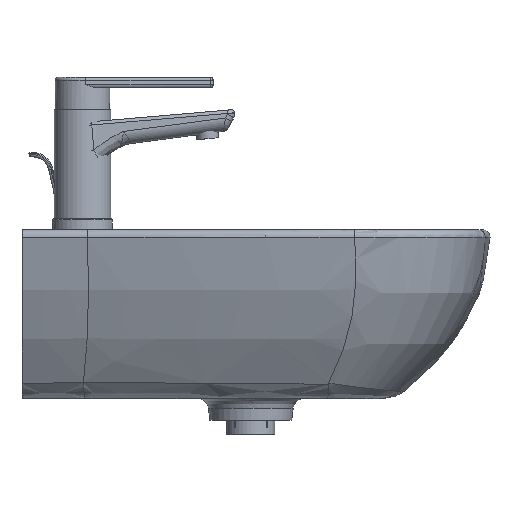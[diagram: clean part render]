
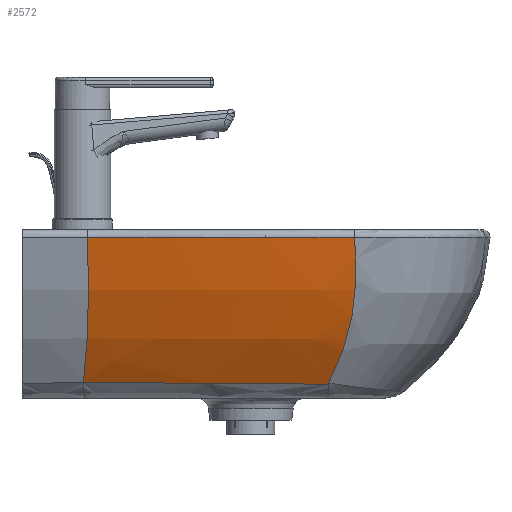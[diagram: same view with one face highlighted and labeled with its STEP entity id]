
A CAD part, left-side view. The second image highlights one B-rep face of the part: STEP entity #2572.
In plain terms, the highlighted free-form (B-spline) face has degree [3, 3] with [14, 4] control points.
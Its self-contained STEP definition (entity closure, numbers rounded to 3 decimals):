
#1823=CARTESIAN_POINT('',(-270.,-60.001,0.0));
#1824=VERTEX_POINT('',#1823);
#1855=CARTESIAN_POINT('',(-270.,-305.,0.0));
#1856=VERTEX_POINT('',#1855);
#1857=CARTESIAN_POINT('',(1228.116,-182.5,0.0));
#1858=DIRECTION('',(0.0,0.0,1.));
#1859=DIRECTION('',(-0.997,0.081,0.0));
#1860=AXIS2_PLACEMENT_3D('',#1857,#1858,#1859);
#1861=CIRCLE('',#1860,1503.116);
#1862=EDGE_CURVE('',#1824,#1856,#1861,.T.);
#2031=CARTESIAN_POINT('',(-223.261,-56.4,-133.192));
#2032=VERTEX_POINT('',#2031);
#2040=CARTESIAN_POINT('',(-223.261,-56.4,-133.192));
#2041=CARTESIAN_POINT('',(-246.576,-60.961,-94.202));
#2042=CARTESIAN_POINT('',(-262.156,-62.161,-49.805));
#2043=CARTESIAN_POINT('',(-270.,-60.001,0.0));
#2044=B_SPLINE_CURVE_WITH_KNOTS('',3,(#2040,#2041,#2042,#2043),.UNSPECIFIED.,.F.,.U.,(4,4),(0.114,1.0),.UNSPECIFIED.);
#2045=EDGE_CURVE('',#2032,#1824,#2044,.T.);
#2415=CARTESIAN_POINT('',(-221.679,-281.424,-133.743));
#2416=VERTEX_POINT('',#2415);
#2465=CARTESIAN_POINT('',(-221.679,-281.424,-133.743));
#2466=CARTESIAN_POINT('',(-246.31,-302.505,-94.621));
#2467=CARTESIAN_POINT('',(-262.417,-310.364,-50.04));
#2468=CARTESIAN_POINT('',(-270.,-305.,0.0));
#2469=B_SPLINE_CURVE_WITH_KNOTS('',3,(#2465,#2466,#2467,#2468),.UNSPECIFIED.,.F.,.U.,(4,4),(0.11,1.0),.UNSPECIFIED.);
#2470=EDGE_CURVE('',#2416,#1856,#2469,.T.);
#2475=CARTESIAN_POINT('',(-222.262,-56.199,-134.85));
#2476=CARTESIAN_POINT('',(-222.633,-61.053,-134.85));
#2477=CARTESIAN_POINT('',(-223.528,-74.106,-134.85));
#2478=CARTESIAN_POINT('',(-224.928,-101.59,-134.85));
#2479=CARTESIAN_POINT('',(-225.919,-134.833,-134.85));
#2480=CARTESIAN_POINT('',(-226.118,-171.671,-134.85));
#2481=CARTESIAN_POINT('',(-225.316,-209.926,-134.85));
#2482=CARTESIAN_POINT('',(-223.826,-241.167,-134.85));
#2483=CARTESIAN_POINT('',(-222.461,-261.751,-134.85));
#2484=CARTESIAN_POINT('',(-221.722,-271.604,-134.85));
#2485=CARTESIAN_POINT('',(-221.341,-276.405,-134.85));
#2486=CARTESIAN_POINT('',(-221.121,-279.112,-134.85));
#2487=CARTESIAN_POINT('',(-221.01,-280.451,-134.85));
#2488=CARTESIAN_POINT('',(-220.954,-281.119,-134.85));
#2489=CARTESIAN_POINT('',(-246.131,-60.915,-95.462));
#2490=CARTESIAN_POINT('',(-247.037,-71.966,-95.462));
#2491=CARTESIAN_POINT('',(-248.607,-94.336,-95.462));
#2492=CARTESIAN_POINT('',(-250.214,-128.529,-95.462));
#2493=CARTESIAN_POINT('',(-251.035,-163.178,-95.462));
#2494=CARTESIAN_POINT('',(-251.043,-198.106,-95.462));
#2495=CARTESIAN_POINT('',(-250.22,-233.131,-95.462));
#2496=CARTESIAN_POINT('',(-248.843,-262.248,-95.462));
#2497=CARTESIAN_POINT('',(-247.526,-282.514,-95.462));
#2498=CARTESIAN_POINT('',(-246.781,-292.608,-95.462));
#2499=CARTESIAN_POINT('',(-246.387,-297.644,-95.462));
#2500=CARTESIAN_POINT('',(-246.155,-300.519,-95.462));
#2501=CARTESIAN_POINT('',(-246.038,-301.955,-95.462));
#2502=CARTESIAN_POINT('',(-245.979,-302.673,-95.462));
#2503=CARTESIAN_POINT('',(-262.043,-62.179,-50.512));
#2504=CARTESIAN_POINT('',(-263.143,-75.497,-50.512));
#2505=CARTESIAN_POINT('',(-264.96,-101.295,-50.512));
#2506=CARTESIAN_POINT('',(-266.645,-138.009,-50.512));
#2507=CARTESIAN_POINT('',(-267.408,-173.271,-50.512));
#2508=CARTESIAN_POINT('',(-267.347,-207.616,-50.512));
#2509=CARTESIAN_POINT('',(-266.518,-241.582,-50.512));
#2510=CARTESIAN_POINT('',(-265.182,-270.022,-50.512));
#2511=CARTESIAN_POINT('',(-263.881,-290.235,-50.512));
#2512=CARTESIAN_POINT('',(-263.133,-300.447,-50.512));
#2513=CARTESIAN_POINT('',(-262.734,-305.584,-50.512));
#2514=CARTESIAN_POINT('',(-262.499,-308.528,-50.512));
#2515=CARTESIAN_POINT('',(-262.379,-310.003,-50.512));
#2516=CARTESIAN_POINT('',(-262.318,-310.741,-50.512));
#2517=CARTESIAN_POINT('',(-269.999,-59.99,0.0));
#2518=CARTESIAN_POINT('',(-270.952,-71.646,0.0));
#2519=CARTESIAN_POINT('',(-272.587,-94.982,0.0));
#2520=CARTESIAN_POINT('',(-274.221,-130.033,0.0));
#2521=CARTESIAN_POINT('',(-275.036,-165.112,0.0));
#2522=CARTESIAN_POINT('',(-275.032,-200.201,0.0));
#2523=CARTESIAN_POINT('',(-274.21,-235.28,0.0));
#2524=CARTESIAN_POINT('',(-272.842,-264.489,0.0));
#2525=CARTESIAN_POINT('',(-271.527,-284.914,0.0));
#2526=CARTESIAN_POINT('',(-270.78,-295.121,0.0));
#2527=CARTESIAN_POINT('',(-270.384,-300.222,0.0));
#2528=CARTESIAN_POINT('',(-270.152,-303.137,0.0));
#2529=CARTESIAN_POINT('',(-270.033,-304.594,0.0));
#2530=CARTESIAN_POINT('',(-269.974,-305.322,0.0));
#2531=B_SPLINE_SURFACE_WITH_KNOTS('',3,3,((#2475,#2489,#2503,#2517),(#2476,#2490,#2504,#2518),(#2477,#2491,#2505,#2519),(#2478,#2492,#2506,#2520),(#2479,#2493,#2507,#2521),(#2480,#2494,#2508,#2522),(#2481,#2495,#2509,#2523),(#2482,#2496,#2510,#2524),(#2483,#2497,#2511,#2525),(#2484,#2498,#2512,#2526),(#2485,#2499,#2513,#2527),(#2486,#2500,#2514,#2528),(#2487,#2501,#2515,#2529),(#2488,#2502,#2516,#2530)),.UNSPECIFIED.,.F.,.F.,.U.,(4,1,1,1,1,1,1,1,1,1,1,4),(4,4),(0.,0.143,0.286,0.429,0.572,0.715,0.858,0.93,0.966,0.983,0.992,1.001),(0.102,1.0),.UNSPECIFIED.);
#2532=CARTESIAN_POINT('',(-220.982,-280.827,-134.844));
#2533=VERTEX_POINT('',#2532);
#2534=CARTESIAN_POINT('',(-220.982,-280.827,-134.844));
#2535=CARTESIAN_POINT('',(-222.856,-259.537,-134.698));
#2536=CARTESIAN_POINT('',(-224.961,-227.523,-134.477));
#2537=CARTESIAN_POINT('',(-226.347,-184.769,-134.169));
#2538=CARTESIAN_POINT('',(-226.673,-152.699,-133.934));
#2539=CARTESIAN_POINT('',(-226.288,-120.618,-133.7));
#2540=CARTESIAN_POINT('',(-225.376,-93.907,-133.513));
#2541=CARTESIAN_POINT('',(-224.432,-75.211,-133.374));
#2542=CARTESIAN_POINT('',(-223.881,-65.841,-133.291));
#2543=CARTESIAN_POINT('',(-223.539,-60.465,-133.236));
#2544=CARTESIAN_POINT('',(-223.357,-57.761,-133.207));
#2545=CARTESIAN_POINT('',(-223.261,-56.4,-133.192));
#2546=B_SPLINE_CURVE_WITH_KNOTS('',3,(#2534,#2535,#2536,#2537,#2538,#2539,#2540,#2541,#2542,#2543,#2544,#2545),.UNSPECIFIED.,.F.,.U.,(4,1,1,1,1,1,1,1,1,4),(-22.057,-15.755,-12.604,-9.453,-6.302,-3.151,-1.575,-0.788,-0.394,0.0),.UNSPECIFIED.);
#2547=EDGE_CURVE('',#2533,#2032,#2546,.T.);
#2548=ORIENTED_EDGE('',*,*,#2547,.F.);
#2549=CARTESIAN_POINT('',(-220.957,-281.119,-134.846));
#2550=VERTEX_POINT('',#2549);
#2551=CARTESIAN_POINT('',(-220.982,-280.827,-134.844));
#2552=CARTESIAN_POINT('',(-220.974,-280.924,-134.845));
#2553=CARTESIAN_POINT('',(-220.965,-281.022,-134.846));
#2554=CARTESIAN_POINT('',(-220.957,-281.119,-134.846));
#2555=B_SPLINE_CURVE_WITH_KNOTS('',3,(#2551,#2552,#2553,#2554),.UNSPECIFIED.,.F.,.U.,(4,4),(22.057,22.086),.UNSPECIFIED.);
#2556=EDGE_CURVE('',#2533,#2550,#2555,.T.);
#2557=ORIENTED_EDGE('',*,*,#2556,.T.);
#2558=CARTESIAN_POINT('',(-221.679,-281.424,-133.743));
#2559=CARTESIAN_POINT('',(-221.547,-281.312,-133.953));
#2560=CARTESIAN_POINT('',(-221.407,-281.227,-134.17));
#2561=CARTESIAN_POINT('',(-221.161,-281.141,-134.544));
#2562=CARTESIAN_POINT('',(-221.059,-281.122,-134.695));
#2563=CARTESIAN_POINT('',(-220.957,-281.119,-134.846));
#2564=B_SPLINE_CURVE_WITH_KNOTS('',3,(#2558,#2559,#2560,#2561,#2562,#2563),.UNSPECIFIED.,.F.,.U.,(4,2,4),(-1.609,-1.537,-1.488),.UNSPECIFIED.);
#2565=EDGE_CURVE('',#2416,#2550,#2564,.T.);
#2566=ORIENTED_EDGE('',*,*,#2565,.F.);
#2567=ORIENTED_EDGE('',*,*,#2470,.T.);
#2568=ORIENTED_EDGE('',*,*,#1862,.F.);
#2569=ORIENTED_EDGE('',*,*,#2045,.F.);
#2570=EDGE_LOOP('',(#2548,#2557,#2566,#2567,#2568,#2569));
#2571=FACE_OUTER_BOUND('',#2570,.T.);
#2572=ADVANCED_FACE('',(#2571),#2531,.T.);
